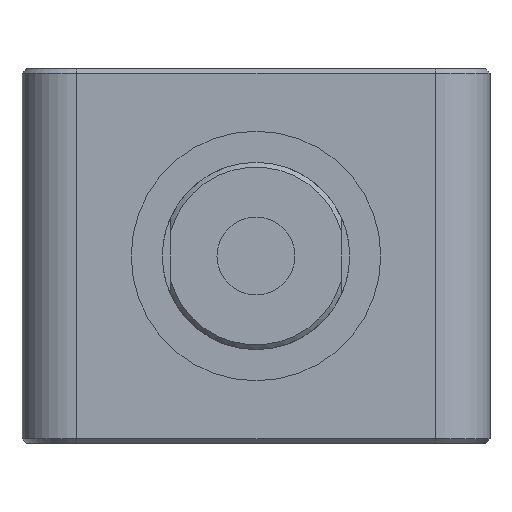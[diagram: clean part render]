
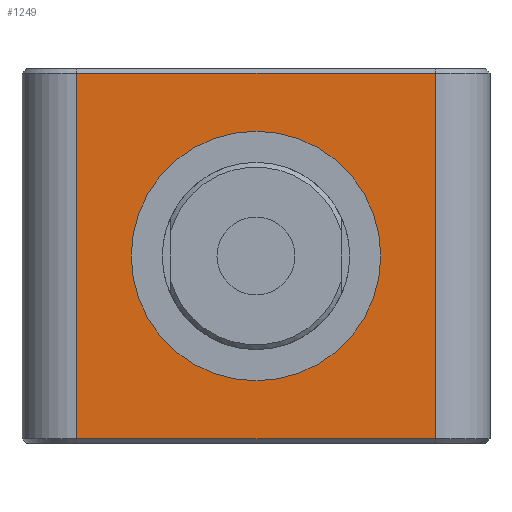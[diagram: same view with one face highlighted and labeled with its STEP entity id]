
A CAD part, left-side view. The second image highlights one B-rep face of the part: STEP entity #1249.
In plain terms, the highlighted planar face has unit normal (-1, 0, 0).
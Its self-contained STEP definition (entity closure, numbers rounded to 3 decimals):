
#85=FACE_BOUND('',#275,.F.);
#108=FACE_OUTER_BOUND('',#276,.F.);
#275=EDGE_LOOP('',(#482,#483));
#276=EDGE_LOOP('',(#484,#485,#486,#487));
#482=ORIENTED_EDGE('',*,*,#2170,.T.);
#483=ORIENTED_EDGE('',*,*,#2169,.T.);
#484=ORIENTED_EDGE('',*,*,#2255,.T.);
#485=ORIENTED_EDGE('',*,*,#2224,.T.);
#486=ORIENTED_EDGE('',*,*,#2253,.F.);
#487=ORIENTED_EDGE('',*,*,#2206,.F.);
#1249=ADVANCED_FACE('',(#85,#108),#1414,.T.);
#1414=PLANE('',#2952);
#1553=CIRCLE('',#2830,8.);
#1554=CIRCLE('',#2831,8.);
#1715=LINE('',#4226,#1959);
#1731=LINE('',#4244,#1975);
#1759=LINE('',#4273,#2003);
#1761=LINE('',#4275,#2005);
#1959=VECTOR('',#3169,23.);
#1975=VECTOR('',#3189,23.);
#2003=VECTOR('',#3219,23.4);
#2005=VECTOR('',#3221,23.4);
#2169=EDGE_CURVE('',#2788,#2787,#1553,.T.);
#2170=EDGE_CURVE('',#2787,#2788,#1554,.T.);
#2206=EDGE_CURVE('',#2751,#2750,#1715,.T.);
#2224=EDGE_CURVE('',#2730,#2729,#1731,.T.);
#2253=EDGE_CURVE('',#2750,#2729,#1759,.T.);
#2255=EDGE_CURVE('',#2751,#2730,#1761,.T.);
#2729=VERTEX_POINT('',#4105);
#2730=VERTEX_POINT('',#4106);
#2750=VERTEX_POINT('',#4126);
#2751=VERTEX_POINT('',#4127);
#2787=VERTEX_POINT('',#4163);
#2788=VERTEX_POINT('',#4164);
#2830=AXIS2_PLACEMENT_3D('',#4189,#3129,#3130);
#2831=AXIS2_PLACEMENT_3D('',#4190,#3131,#3132);
#2952=AXIS2_PLACEMENT_3D('',#4759,#3605,#3606);
#3129=DIRECTION('',(-1.,0.,0.));
#3130=DIRECTION('',(0.,1.,0.));
#3131=DIRECTION('',(-1.,0.,0.));
#3132=DIRECTION('',(0.,-1.,0.));
#3169=DIRECTION('',(0.,-1.,0.));
#3189=DIRECTION('',(0.,-1.,0.));
#3219=DIRECTION('',(0.,0.,1.));
#3221=DIRECTION('',(0.,0.,1.));
#3605=DIRECTION('',(-1.,0.,0.));
#3606=DIRECTION('',(0.,0.,1.));
#4105=CARTESIAN_POINT('',(0.,-11.5,11.7));
#4106=CARTESIAN_POINT('',(0.,11.5,11.7));
#4126=CARTESIAN_POINT('',(0.,-11.5,-11.7));
#4127=CARTESIAN_POINT('',(0.,11.5,-11.7));
#4163=CARTESIAN_POINT('',(0.,-8.,0.));
#4164=CARTESIAN_POINT('',(0.,8.,0.));
#4189=CARTESIAN_POINT('',(0.,0.,0.));
#4190=CARTESIAN_POINT('',(0.,0.,0.));
#4226=CARTESIAN_POINT('',(0.,11.5,-11.7));
#4244=CARTESIAN_POINT('',(0.,11.5,11.7));
#4273=CARTESIAN_POINT('',(0.,-11.5,-11.7));
#4275=CARTESIAN_POINT('',(0.,11.5,-11.7));
#4759=CARTESIAN_POINT('',(0.,-15.,-12.));
